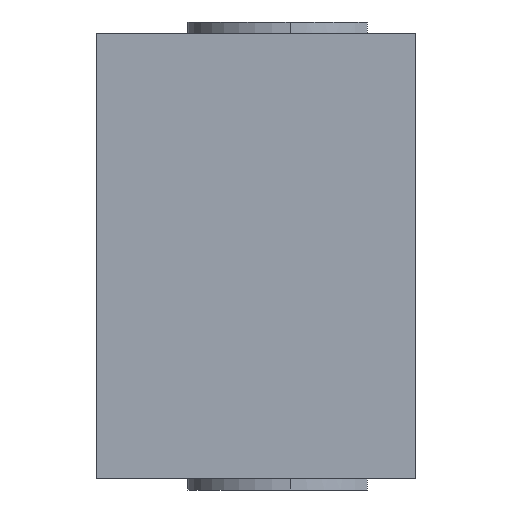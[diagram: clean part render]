
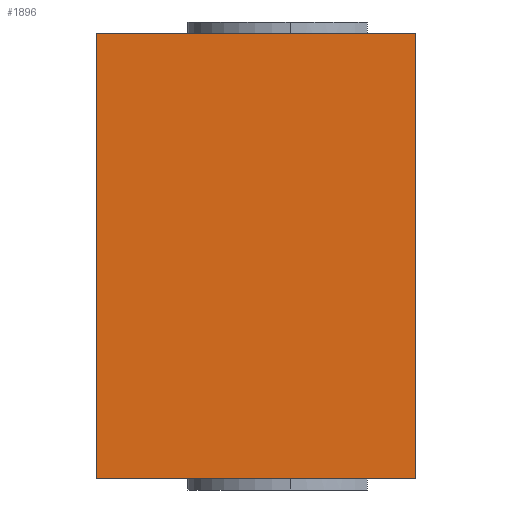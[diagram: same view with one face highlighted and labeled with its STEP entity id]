
A CAD part, left-side view. The second image highlights one B-rep face of the part: STEP entity #1896.
In plain terms, the highlighted planar face has unit normal (-1, 0, 0).
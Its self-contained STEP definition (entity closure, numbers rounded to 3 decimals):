
#75 = DIRECTION ( 'NONE',  ( 0., 1., 0. ) ) ;
#112 = ORIENTED_EDGE ( 'NONE', *, *, #1644, .T. ) ;
#120 = VERTEX_POINT ( 'NONE', #827 ) ;
#291 = LINE ( 'NONE', #1462, #1423 ) ;
#308 = ORIENTED_EDGE ( 'NONE', *, *, #1706, .F. ) ;
#445 = AXIS2_PLACEMENT_3D ( 'NONE', #814, #1387, #75 ) ;
#453 = LINE ( 'NONE', #1783, #876 ) ;
#678 = VERTEX_POINT ( 'NONE', #1713 ) ;
#690 = VECTOR ( 'NONE', #1547, 1000. ) ;
#697 = LINE ( 'NONE', #1134, #690 ) ;
#814 = CARTESIAN_POINT ( 'NONE',  ( -20.5, 14., 39. ) ) ;
#823 = VECTOR ( 'NONE', #1443, 1000. ) ;
#827 = CARTESIAN_POINT ( 'NONE',  ( -20.5, -14., 39. ) ) ;
#870 = LINE ( 'NONE', #1025, #823 ) ;
#876 = VECTOR ( 'NONE', #1170, 1000. ) ;
#888 = DIRECTION ( 'NONE',  ( 0., 0., -1. ) ) ;
#1025 = CARTESIAN_POINT ( 'NONE',  ( -20.5, 14., 0. ) ) ;
#1046 = VERTEX_POINT ( 'NONE', #1082 ) ;
#1082 = CARTESIAN_POINT ( 'NONE',  ( -20.5, -14., 0. ) ) ;
#1100 = PLANE ( 'NONE',  #445 ) ;
#1134 = CARTESIAN_POINT ( 'NONE',  ( -20.5, 14., 39. ) ) ;
#1170 = DIRECTION ( 'NONE',  ( 0., -1., 0. ) ) ;
#1237 = VERTEX_POINT ( 'NONE', #1321 ) ;
#1253 = EDGE_CURVE ( 'NONE', #678, #120, #453, .T. ) ;
#1321 = CARTESIAN_POINT ( 'NONE',  ( -20.5, 14., 0. ) ) ;
#1387 = DIRECTION ( 'NONE',  ( 1., 0., 0. ) ) ;
#1402 = ORIENTED_EDGE ( 'NONE', *, *, #1523, .T. ) ;
#1423 = VECTOR ( 'NONE', #888, 1000. ) ;
#1443 = DIRECTION ( 'NONE',  ( 0., -1., 0. ) ) ;
#1462 = CARTESIAN_POINT ( 'NONE',  ( -20.5, -14., 39. ) ) ;
#1523 = EDGE_CURVE ( 'NONE', #678, #1237, #697, .T. ) ;
#1547 = DIRECTION ( 'NONE',  ( 0., 0., -1. ) ) ;
#1644 = EDGE_CURVE ( 'NONE', #1237, #1046, #870, .T. ) ;
#1658 = ORIENTED_EDGE ( 'NONE', *, *, #1253, .F. ) ;
#1706 = EDGE_CURVE ( 'NONE', #120, #1046, #291, .T. ) ;
#1713 = CARTESIAN_POINT ( 'NONE',  ( -20.5, 14., 39. ) ) ;
#1754 = EDGE_LOOP ( 'NONE', ( #112, #308, #1658, #1402 ) ) ;
#1783 = CARTESIAN_POINT ( 'NONE',  ( -20.5, 14., 39. ) ) ;
#1825 = FACE_OUTER_BOUND ( 'NONE', #1754, .T. ) ;
#1896 = ADVANCED_FACE ( 'NONE', ( #1825 ), #1100, .F. ) ;
